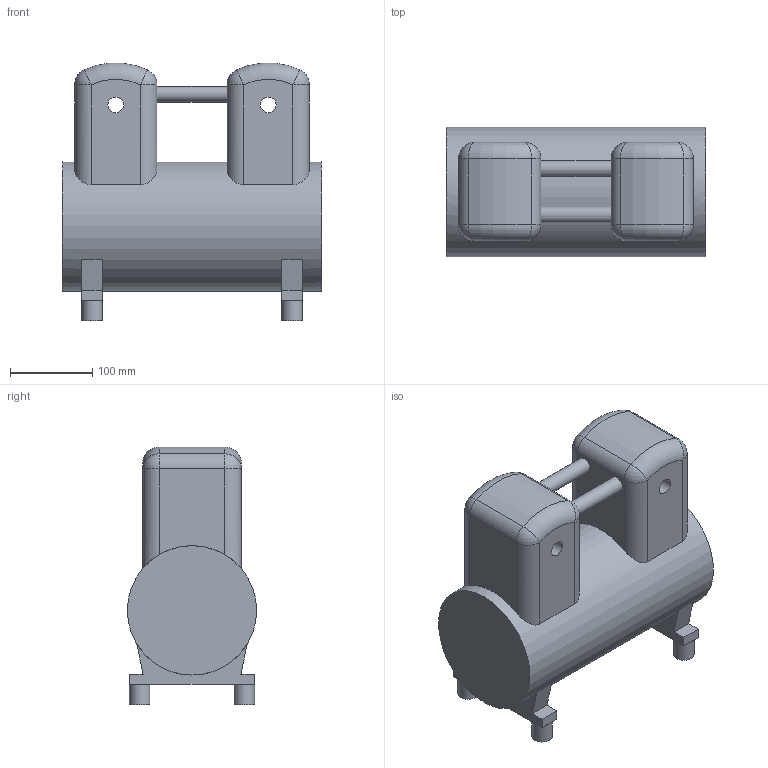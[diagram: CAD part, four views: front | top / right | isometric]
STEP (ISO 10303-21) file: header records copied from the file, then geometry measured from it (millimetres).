
FILE_DESCRIPTION(/* description */ (''),/* implementation_level */ '2;1');
FILE_NAME(/* name */ 'Compressor.step',/* time_stamp */ '2021-05-01T16:31:36+05:00',/* author */ (''),/* organization */ (''),/* preprocessor_version */ 'ST-DEVELOPER v18.1',/* originating_system */ 'Autodesk Translation Framework v9.7.1.1290',/* authorisation */ '');
FILE_SCHEMA (('AUTOMOTIVE_DESIGN { 1 0 10303 214 3 1 1 }'));
Length unit declared in the file: inch
Products named in the file (1): Compressor
Bounding box: 315 x 157 x 312.83 mm (x, y, z)
Volume: 9111995.3 mm3; surface area: 338380 mm2
Topology: 1 solids, 1 shells, 75 faces, 167 edges, 98 vertices
Faces by surface type: plane 40, cylinder 23, sphere 8, torus 4
Full cylindrical faces by diameter (mm): 19 x2, 19.05 x2, 25 x4, 157 x1
Entity records: 2175 total; most frequent: CARTESIAN_POINT 445, DIRECTION 377, ORIENTED_EDGE 334, EDGE_CURVE 167, AXIS2_PLACEMENT_3D 142, VERTEX_POINT 98, LINE 93, VECTOR 93
